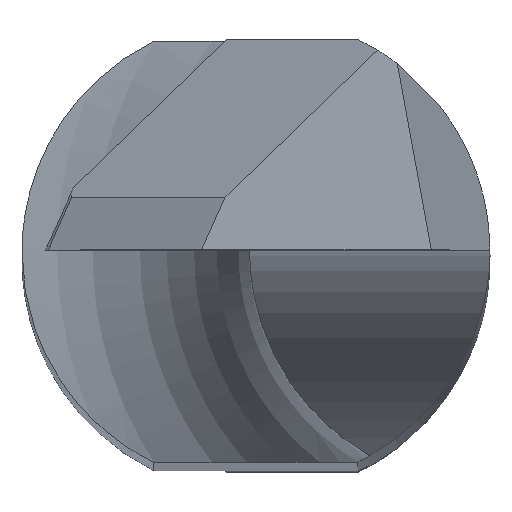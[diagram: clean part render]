
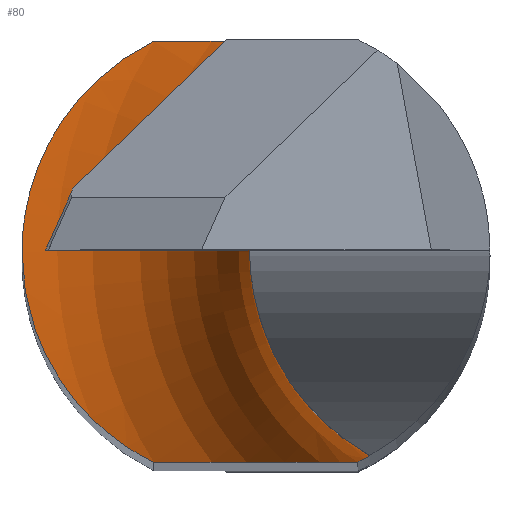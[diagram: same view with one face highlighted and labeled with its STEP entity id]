
A CAD part, top view. The second image highlights one B-rep face of the part: STEP entity #80.
In plain terms, the highlighted toroidal (fillet/blend) face has major radius 4 mm and minor radius 2 mm.
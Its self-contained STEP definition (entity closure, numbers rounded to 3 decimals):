
#29=TOROIDAL_SURFACE('',#820,4.,2.);
#80=ADVANCED_FACE('',(#138),#29,.F.);
#138=FACE_OUTER_BOUND('',#173,.T.);
#173=EDGE_LOOP('',(#316,#317,#318,#319,#320,#321,#322,#323));
#196=CIRCLE('',#818,2.);
#197=CIRCLE('',#819,2.);
#316=ORIENTED_EDGE('',*,*,#528,.F.);
#317=ORIENTED_EDGE('',*,*,#529,.T.);
#318=ORIENTED_EDGE('',*,*,#530,.T.);
#319=ORIENTED_EDGE('',*,*,#531,.T.);
#320=ORIENTED_EDGE('',*,*,#509,.T.);
#321=ORIENTED_EDGE('',*,*,#532,.F.);
#322=ORIENTED_EDGE('',*,*,#533,.F.);
#323=ORIENTED_EDGE('',*,*,#499,.T.);
#422=VERTEX_POINT('',#1193);
#423=VERTEX_POINT('',#1198);
#432=VERTEX_POINT('',#1227);
#433=VERTEX_POINT('',#1232);
#444=VERTEX_POINT('',#1318);
#445=VERTEX_POINT('',#1343);
#446=VERTEX_POINT('',#1357);
#447=VERTEX_POINT('',#1369);
#499=EDGE_CURVE('',#423,#422,#570,.T.);
#509=EDGE_CURVE('',#433,#432,#574,.T.);
#528=EDGE_CURVE('',#444,#422,#581,.T.);
#529=EDGE_CURVE('',#444,#445,#582,.T.);
#530=EDGE_CURVE('',#445,#446,#583,.T.);
#531=EDGE_CURVE('',#446,#433,#584,.T.);
#532=EDGE_CURVE('',#447,#432,#196,.T.);
#533=EDGE_CURVE('',#423,#447,#197,.T.);
#570=B_SPLINE_CURVE_WITH_KNOTS('',3,(#1194,#1195,#1196,#1197),
 .UNSPECIFIED.,.F.,.F.,(4,4),(0.,1.),.UNSPECIFIED.);
#574=B_SPLINE_CURVE_WITH_KNOTS('',3,(#1228,#1229,#1230,#1231),
 .UNSPECIFIED.,.F.,.F.,(4,4),(0.,1.),.UNSPECIFIED.);
#581=B_SPLINE_CURVE_WITH_KNOTS('',3,(#1319,#1320,#1321,#1322,#1323,#1324,
#1325,#1326,#1327,#1328),.UNSPECIFIED.,.F.,.F.,(4,3,3,4),(0.,0.463,
0.915,1.),.UNSPECIFIED.);
#582=B_SPLINE_CURVE_WITH_KNOTS('',3,(#1330,#1331,#1332,#1333,#1334,#1335,
#1336,#1337,#1338,#1339,#1340,#1341,#1342),.UNSPECIFIED.,.F.,.F.,(4,3,3,
3,4),(0.,0.293,0.585,0.882,1.),
 .UNSPECIFIED.);
#583=B_SPLINE_CURVE_WITH_KNOTS('',3,(#1344,#1345,#1346,#1347,#1348,#1349,
#1350,#1351,#1352,#1353,#1354,#1355,#1356),.UNSPECIFIED.,.F.,.F.,(4,3,3,
3,4),(0.,0.3,0.601,0.901,1.),
 .UNSPECIFIED.);
#584=B_SPLINE_CURVE_WITH_KNOTS('',3,(#1358,#1359,#1360,#1361,#1362,#1363,
#1364,#1365,#1366,#1367),.UNSPECIFIED.,.F.,.F.,(4,3,3,4),(0.,0.463,
0.915,1.),.UNSPECIFIED.);
#818=AXIS2_PLACEMENT_3D('',#1368,#955,#956);
#819=AXIS2_PLACEMENT_3D('',#1370,#957,#958);
#820=AXIS2_PLACEMENT_3D('',#1371,#959,#960);
#955=DIRECTION('',(0.,0.,1.));
#956=DIRECTION('',(-1.,0.,0.));
#957=DIRECTION('',(0.,0.,1.));
#958=DIRECTION('',(-0.488,0.873,0.));
#959=DIRECTION('',(0.,0.,-1.));
#960=DIRECTION('',(-1.,0.,0.));
#1193=CARTESIAN_POINT('',(0.872,1.8,21.53));
#1194=CARTESIAN_POINT('',(0.975,1.746,22.149));
#1195=CARTESIAN_POINT('',(0.975,1.746,21.939));
#1196=CARTESIAN_POINT('',(0.94,1.767,21.726));
#1197=CARTESIAN_POINT('',(0.872,1.8,21.53));
#1198=CARTESIAN_POINT('',(0.975,1.746,22.149));
#1227=CARTESIAN_POINT('',(0.975,-1.746,22.149));
#1228=CARTESIAN_POINT('',(0.872,-1.8,21.53));
#1229=CARTESIAN_POINT('',(0.94,-1.767,21.726));
#1230=CARTESIAN_POINT('',(0.975,-1.746,21.939));
#1231=CARTESIAN_POINT('',(0.975,-1.746,22.149));
#1232=CARTESIAN_POINT('',(0.872,-1.8,21.53));
#1318=CARTESIAN_POINT('',(-0.872,1.8,20.259));
#1319=CARTESIAN_POINT('',(-0.872,1.8,20.259));
#1320=CARTESIAN_POINT('',(-0.547,1.8,20.353));
#1321=CARTESIAN_POINT('',(-0.236,1.8,20.507));
#1322=CARTESIAN_POINT('',(0.042,1.8,20.699));
#1323=CARTESIAN_POINT('',(0.313,1.8,20.886));
#1324=CARTESIAN_POINT('',(0.563,1.8,21.113));
#1325=CARTESIAN_POINT('',(0.763,1.8,21.375));
#1326=CARTESIAN_POINT('',(0.801,1.8,21.425));
#1327=CARTESIAN_POINT('',(0.838,1.8,21.477));
#1328=CARTESIAN_POINT('',(0.872,1.8,21.53));
#1330=CARTESIAN_POINT('',(-0.872,1.8,20.259));
#1331=CARTESIAN_POINT('',(-1.064,1.707,20.22));
#1332=CARTESIAN_POINT('',(-1.247,1.579,20.197));
#1333=CARTESIAN_POINT('',(-1.402,1.427,20.182));
#1334=CARTESIAN_POINT('',(-1.556,1.275,20.167));
#1335=CARTESIAN_POINT('',(-1.688,1.094,20.159));
#1336=CARTESIAN_POINT('',(-1.786,0.9,20.156));
#1337=CARTESIAN_POINT('',(-1.886,0.703,20.152));
#1338=CARTESIAN_POINT('',(-1.953,0.485,20.151));
#1339=CARTESIAN_POINT('',(-1.982,0.266,20.15));
#1340=CARTESIAN_POINT('',(-1.994,0.178,20.15));
#1341=CARTESIAN_POINT('',(-2.,0.089,20.15));
#1342=CARTESIAN_POINT('',(-2.,0.,20.15));
#1343=CARTESIAN_POINT('',(-2.,0.,20.15));
#1344=CARTESIAN_POINT('',(-2.,0.,20.15));
#1345=CARTESIAN_POINT('',(-2.,-0.224,20.15));
#1346=CARTESIAN_POINT('',(-1.961,-0.45,20.15));
#1347=CARTESIAN_POINT('',(-1.887,-0.661,20.152));
#1348=CARTESIAN_POINT('',(-1.814,-0.872,20.154));
#1349=CARTESIAN_POINT('',(-1.702,-1.074,20.158));
#1350=CARTESIAN_POINT('',(-1.563,-1.248,20.168));
#1351=CARTESIAN_POINT('',(-1.424,-1.422,20.178));
#1352=CARTESIAN_POINT('',(-1.253,-1.574,20.194));
#1353=CARTESIAN_POINT('',(-1.066,-1.692,20.224));
#1354=CARTESIAN_POINT('',(-1.003,-1.732,20.234));
#1355=CARTESIAN_POINT('',(-0.938,-1.768,20.246));
#1356=CARTESIAN_POINT('',(-0.872,-1.8,20.259));
#1357=CARTESIAN_POINT('',(-0.872,-1.8,20.259));
#1358=CARTESIAN_POINT('',(-0.872,-1.8,20.259));
#1359=CARTESIAN_POINT('',(-0.547,-1.8,20.353));
#1360=CARTESIAN_POINT('',(-0.236,-1.8,20.507));
#1361=CARTESIAN_POINT('',(0.042,-1.8,20.699));
#1362=CARTESIAN_POINT('',(0.313,-1.8,20.886));
#1363=CARTESIAN_POINT('',(0.563,-1.8,21.113));
#1364=CARTESIAN_POINT('',(0.763,-1.8,21.375));
#1365=CARTESIAN_POINT('',(0.801,-1.8,21.425));
#1366=CARTESIAN_POINT('',(0.838,-1.8,21.477));
#1367=CARTESIAN_POINT('',(0.872,-1.8,21.53));
#1368=CARTESIAN_POINT('',(1.95,0.,22.149));
#1369=CARTESIAN_POINT('',(-0.05,0.,22.149));
#1370=CARTESIAN_POINT('',(1.95,0.,22.149));
#1371=CARTESIAN_POINT('',(1.95,0.,22.149));
